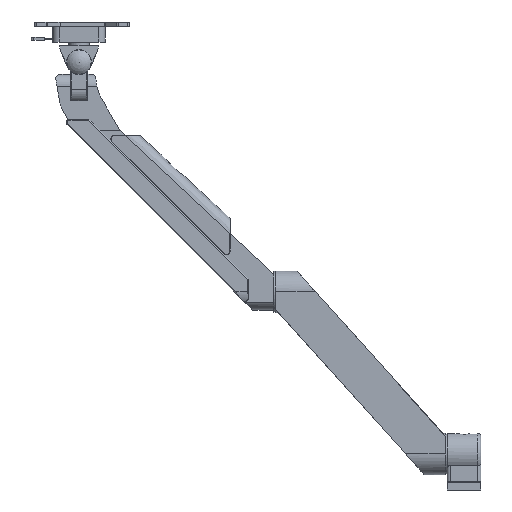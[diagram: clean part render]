
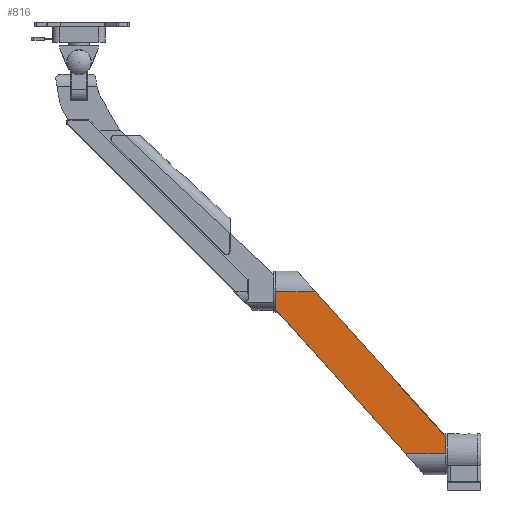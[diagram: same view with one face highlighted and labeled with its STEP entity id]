
A CAD part, left-side view. The second image highlights one B-rep face of the part: STEP entity #816.
In plain terms, the highlighted face is planar.
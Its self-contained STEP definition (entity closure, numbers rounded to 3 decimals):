
#816=ADVANCED_FACE('',(#1416),#1417,.F.);
#1416=FACE_OUTER_BOUND('',#2410,.T.);
#1417=PLANE('',#2411);
#2410=EDGE_LOOP('',(#3883,#3884,#3885,#3886,#3887,#3888));
#2411=AXIS2_PLACEMENT_3D('',#3889,#3890,#3891);
#3883=ORIENTED_EDGE('',*,*,#6780,.T.);
#3884=ORIENTED_EDGE('',*,*,#6802,.F.);
#3885=ORIENTED_EDGE('',*,*,#6804,.F.);
#3886=ORIENTED_EDGE('',*,*,#6805,.T.);
#3887=ORIENTED_EDGE('',*,*,#6798,.F.);
#3888=ORIENTED_EDGE('',*,*,#6806,.F.);
#3889=CARTESIAN_POINT('',(0.0,0.0,-24.5));
#3890=DIRECTION('',(0.0,0.0,1.0));
#3891=DIRECTION('',(1.0,0.0,0.0));
#6780=EDGE_CURVE('',#7947,#7945,#7948,.T.);
#6798=EDGE_CURVE('',#7978,#7980,#7981,.T.);
#6802=EDGE_CURVE('',#7985,#7945,#7987,.T.);
#6804=EDGE_CURVE('',#7989,#7985,#7990,.T.);
#6805=EDGE_CURVE('',#7989,#7980,#7991,.T.);
#6806=EDGE_CURVE('',#7947,#7978,#7992,.T.);
#7945=VERTEX_POINT('',#9954);
#7947=VERTEX_POINT('',#9956);
#7948=LINE('',#9957,#9958);
#7978=VERTEX_POINT('',#9994);
#7980=VERTEX_POINT('',#9997);
#7981=LINE('',#9998,#9999);
#7985=VERTEX_POINT('',#10003);
#7987=LINE('',#10006,#10007);
#7989=VERTEX_POINT('',#10010);
#7990=LINE('',#10011,#10012);
#7991=LINE('',#10013,#10014);
#7992=LINE('',#10015,#10016);
#9954=CARTESIAN_POINT('',(-191.097,200.056,-24.5));
#9956=CARTESIAN_POINT('',(-191.097,153.156,-24.5));
#9957=CARTESIAN_POINT('',(-191.097,151.54,-24.5));
#9958=VECTOR('',#12817,1.0);
#9994=CARTESIAN_POINT('',(-21.0,0.0,-24.5));
#9997=CARTESIAN_POINT('',(0.0,0.0,-24.5));
#9998=CARTESIAN_POINT('',(-21.0,0.0,-24.5));
#9999=VECTOR('',#12855,1.0);
#10003=CARTESIAN_POINT('',(-170.097,200.056,-24.5));
#10006=CARTESIAN_POINT('',(-170.097,200.056,-24.5));
#10007=VECTOR('',#12863,1.0);
#10010=CARTESIAN_POINT('',(0.,46.9,-24.5));
#10011=CARTESIAN_POINT('',(24.5,24.84,-24.5));
#10012=VECTOR('',#12865,1.0);
#10013=CARTESIAN_POINT('',(0.,103.0,-24.5));
#10014=VECTOR('',#12866,1.0);
#10015=CARTESIAN_POINT('',(-215.597,175.216,-24.5));
#10016=VECTOR('',#12867,1.0);
#12817=DIRECTION('',(0.0,1.0,0.0));
#12855=DIRECTION('',(1.0,0.0,0.0));
#12863=DIRECTION('',(-1.0,0.0,0.0));
#12865=DIRECTION('',(-0.743,0.669,0.0));
#12866=DIRECTION('',(0.0,-1.0,0.0));
#12867=DIRECTION('',(0.743,-0.669,0.0));
